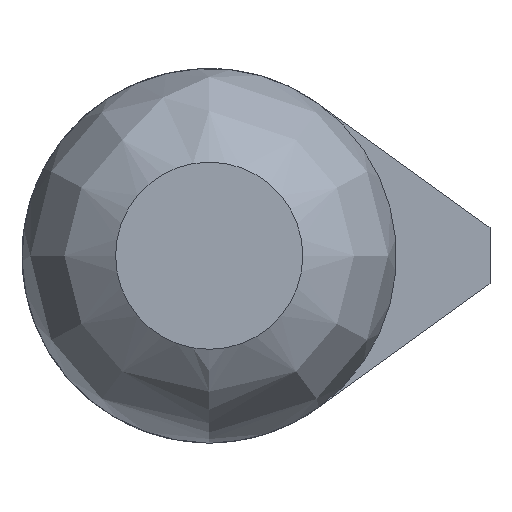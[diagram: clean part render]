
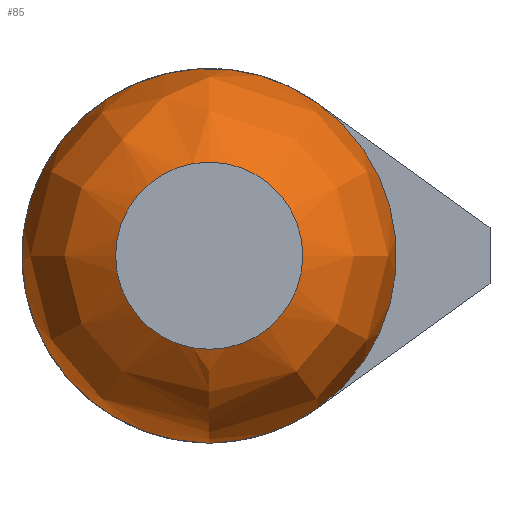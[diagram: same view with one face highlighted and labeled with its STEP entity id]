
A CAD part, front view. The second image highlights one B-rep face of the part: STEP entity #85.
In plain terms, the highlighted free-form (B-spline) face has degree [3, 3] with [4, 7] control points.
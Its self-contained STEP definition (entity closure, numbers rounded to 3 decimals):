
#85 = ADVANCED_FACE( '', ( #172, #173 ), #174, .T. );
#172 = FACE_OUTER_BOUND( '', #286, .T. );
#173 = FACE_OUTER_BOUND( '', #287, .T. );
#174 = ( BOUNDED_SURFACE(  )B_SPLINE_SURFACE( 3, 3, ( ( #290, #291, #292, #293, #294, #295, #296 ), ( #297, #298, #299, #300, #301, #302, #303 ), ( #304, #305, #306, #307, #308, #309, #310 ), ( #311, #312, #313, #314, #315, #316, #317 ) ), .UNSPECIFIED., .F., .T., .F. )B_SPLINE_SURFACE_WITH_KNOTS( ( 4, 4 ), ( 4, 3, 4 ), ( 0., 6.283 ), ( -0.072, 0.559, 1.189 ), .UNSPECIFIED. )GEOMETRIC_REPRESENTATION_ITEM(  )RATIONAL_B_SPLINE_SURFACE( ( ( 1., 0.333, 0.333, 1., 0.333, 0.333, 1. ), ( 0.872, 0.291, 0.291, 0.872, 0.291, 0.291, 0.872 ), ( 0.872, 0.291, 0.291, 0.872, 0.291, 0.291, 0.872 ), ( 1., 0.333, 0.333, 1., 0.333, 0.333, 1. ) ) )REPRESENTATION_ITEM( '' )SURFACE(  ) );
#286 = EDGE_LOOP( '', ( #467, #468 ) );
#287 = EDGE_LOOP( '', ( #469 ) );
#290 = CARTESIAN_POINT( '', ( 0., -73.75, -5. ) );
#291 = CARTESIAN_POINT( '', ( 10., -73.75, -5. ) );
#292 = CARTESIAN_POINT( '', ( 10., -73.75, 5. ) );
#293 = CARTESIAN_POINT( '', ( 0., -73.75, 5. ) );
#294 = CARTESIAN_POINT( '', ( -10., -73.75, 5. ) );
#295 = CARTESIAN_POINT( '', ( -10., -73.75, -5. ) );
#296 = CARTESIAN_POINT( '', ( 0., -73.75, -5. ) );
#297 = CARTESIAN_POINT( '', ( 0., -72.407, -8.348 ) );
#298 = CARTESIAN_POINT( '', ( 16.695, -72.407, -8.348 ) );
#299 = CARTESIAN_POINT( '', ( 16.695, -72.407, 8.348 ) );
#300 = CARTESIAN_POINT( '', ( 0., -72.407, 8.348 ) );
#301 = CARTESIAN_POINT( '', ( -16.695, -72.407, 8.348 ) );
#302 = CARTESIAN_POINT( '', ( -16.695, -72.407, -8.348 ) );
#303 = CARTESIAN_POINT( '', ( 0., -72.407, -8.348 ) );
#304 = CARTESIAN_POINT( '', ( 0., -69.348, -10.259 ) );
#305 = CARTESIAN_POINT( '', ( 20.519, -69.348, -10.259 ) );
#306 = CARTESIAN_POINT( '', ( 20.519, -69.348, 10.259 ) );
#307 = CARTESIAN_POINT( '', ( 0., -69.348, 10.259 ) );
#308 = CARTESIAN_POINT( '', ( -20.519, -69.348, 10.259 ) );
#309 = CARTESIAN_POINT( '', ( -20.519, -69.348, -10.259 ) );
#310 = CARTESIAN_POINT( '', ( 0., -69.348, -10.259 ) );
#311 = CARTESIAN_POINT( '', ( 0., -65.75, -10. ) );
#312 = CARTESIAN_POINT( '', ( 20., -65.75, -10. ) );
#313 = CARTESIAN_POINT( '', ( 20., -65.75, 10. ) );
#314 = CARTESIAN_POINT( '', ( 0., -65.75, 10. ) );
#315 = CARTESIAN_POINT( '', ( -20., -65.75, 10. ) );
#316 = CARTESIAN_POINT( '', ( -20., -65.75, -10. ) );
#317 = CARTESIAN_POINT( '', ( 0., -65.75, -10. ) );
#467 = ORIENTED_EDGE( '', *, *, #479, .F. );
#468 = ORIENTED_EDGE( '', *, *, #521, .F. );
#469 = ORIENTED_EDGE( '', *, *, #476, .F. );
#476 = EDGE_CURVE( '', #534, #534, #535, .T. );
#479 = EDGE_CURVE( '', #537, #540, #541, .T. );
#521 = EDGE_CURVE( '', #540, #537, #599, .T. );
#534 = VERTEX_POINT( '', #612 );
#535 = CIRCLE( '', #613, 5. );
#537 = VERTEX_POINT( '', #615 );
#540 = VERTEX_POINT( '', #619 );
#541 = CIRCLE( '', #620, 10. );
#599 = CIRCLE( '', #697, 10. );
#612 = CARTESIAN_POINT( '', ( 0., -73.75, -5. ) );
#613 = AXIS2_PLACEMENT_3D( '', #710, #711, #712 );
#615 = CARTESIAN_POINT( '', ( 5.856, -65.75, 8.106 ) );
#619 = CARTESIAN_POINT( '', ( 5.856, -65.75, -8.106 ) );
#620 = AXIS2_PLACEMENT_3D( '', #714, #715, #716 );
#697 = AXIS2_PLACEMENT_3D( '', #757, #758, #759 );
#710 = CARTESIAN_POINT( '', ( 0., -73.75, 0. ) );
#711 = DIRECTION( '', ( 0., -1., 0. ) );
#712 = DIRECTION( '', ( 0., 0., -1. ) );
#714 = CARTESIAN_POINT( '', ( 0., -65.75, 0. ) );
#715 = DIRECTION( '', ( 0., 1., 0. ) );
#716 = DIRECTION( '', ( 0., 0., 1. ) );
#757 = CARTESIAN_POINT( '', ( 0., -65.75, 0. ) );
#758 = DIRECTION( '', ( 0., 1., 0. ) );
#759 = DIRECTION( '', ( 1., 0., 0. ) );
